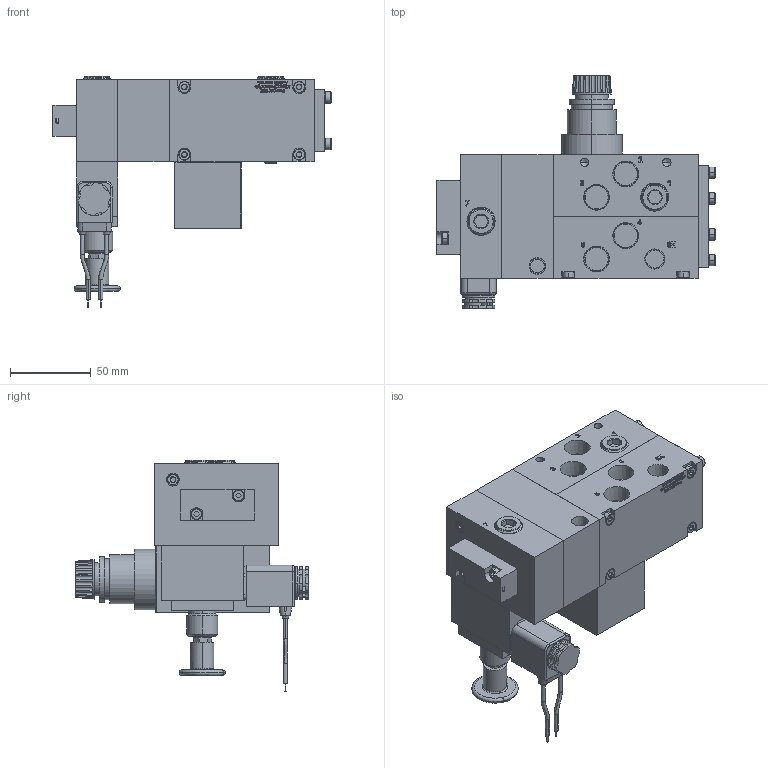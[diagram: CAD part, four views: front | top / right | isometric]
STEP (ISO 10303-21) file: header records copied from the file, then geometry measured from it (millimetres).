
FILE_DESCRIPTION (( 'STEP AP214' ), '1' );
FILE_NAME ('B2400-B54-LIFT-AXLE-CTRL-X-OVER-L-TO-R-REG-RIDE.STEP', '2021-07-30T11:35:52', ( '' ), ( '' ), 'SwSTEP 2.0', 'SolidWorks 2018', '' );
FILE_SCHEMA (( 'AUTOMOTIVE_DESIGN' ));
Length unit declared in the file: inch
Products named in the file (1): B2400-B54-LIFT-AXLE-CTRL-X-OVER-L-TO-R-REG-RIDE
Bounding box: 171.74 x 143.67 x 142.72 mm (x, y, z)
Volume: 812445.8 mm3; surface area: 89246.2 mm2
Topology: 13 solids, 13 shells, 2723 faces, 6936 edges, 4470 vertices
Faces by surface type: plane 1373, bspline 688, cylinder 347, cone 315
Entity records: 166052 total; most frequent: CARTESIAN_POINT 70260, ORIENTED_EDGE 13856, DIRECTION 10055, EDGE_CURVE 6928, VERTEX_POINT 4470, LINE 3967, VECTOR 3967, AXIS2_PLACEMENT_3D 3044
